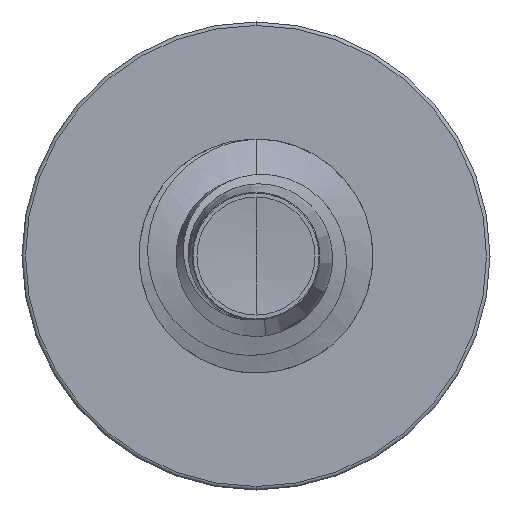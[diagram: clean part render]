
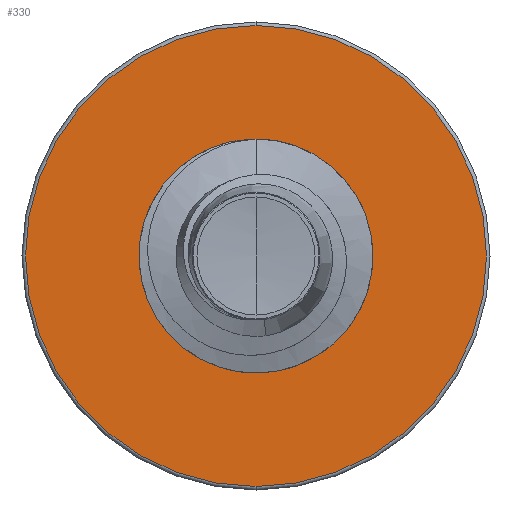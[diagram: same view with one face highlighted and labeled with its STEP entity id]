
A CAD part, front view. The second image highlights one B-rep face of the part: STEP entity #330.
In plain terms, the highlighted planar face has unit normal (0, -1, 0).
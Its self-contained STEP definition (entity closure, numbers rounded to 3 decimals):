
#8 = DIRECTION ( 'NONE',  ( 0., 0., 1. ) ) ;
#75 = DIRECTION ( 'NONE',  ( 0., 0., 1. ) ) ;
#254 = DIRECTION ( 'NONE',  ( 0., 0., 1. ) ) ;
#330 = ADVANCED_FACE ( 'NONE', ( #7828, #2447 ), #7171, .F. ) ;
#371 = EDGE_CURVE ( 'NONE', #1420, #7771, #3307, .T. ) ;
#376 = DIRECTION ( 'NONE',  ( 0., 1., 0. ) ) ;
#459 = AXIS2_PLACEMENT_3D ( 'NONE', #4477, #376, #5173 ) ;
#624 = DIRECTION ( 'NONE',  ( 0., 1., 0. ) ) ;
#783 = AXIS2_PLACEMENT_3D ( 'NONE', #4681, #624, #75 ) ;
#1420 = VERTEX_POINT ( 'NONE', #6667 ) ;
#1842 = DIRECTION ( 'NONE',  ( 0., 1., 0. ) ) ;
#1939 = ORIENTED_EDGE ( 'NONE', *, *, #371, .F. ) ;
#2447 = FACE_BOUND ( 'NONE', #8491, .T. ) ;
#2582 = DIRECTION ( 'NONE',  ( 0., 1., 0. ) ) ;
#2698 = AXIS2_PLACEMENT_3D ( 'NONE', #6721, #2582, #7424 ) ;
#2778 = CIRCLE ( 'NONE', #2698, 3.94 ) ;
#3268 = EDGE_CURVE ( 'NONE', #3851, #7687, #4290, .T. ) ;
#3307 = CIRCLE ( 'NONE', #8320, 3.94 ) ;
#3851 = VERTEX_POINT ( 'NONE', #6498 ) ;
#4105 = EDGE_LOOP ( 'NONE', ( #5376, #1939 ) ) ;
#4288 = ORIENTED_EDGE ( 'NONE', *, *, #3268, .T. ) ;
#4290 = CIRCLE ( 'NONE', #459, 1.789 ) ;
#4357 = DIRECTION ( 'NONE',  ( 0., 1., 0. ) ) ;
#4477 = CARTESIAN_POINT ( 'NONE',  ( 0., 4.5, 0. ) ) ;
#4681 = CARTESIAN_POINT ( 'NONE',  ( 0., 4.5, -1.789 ) ) ;
#4963 = CIRCLE ( 'NONE', #6111, 1.789 ) ;
#4999 = CARTESIAN_POINT ( 'NONE',  ( 0., 4.5, 1.789 ) ) ;
#5173 = DIRECTION ( 'NONE',  ( 0., 0., 1. ) ) ;
#5376 = ORIENTED_EDGE ( 'NONE', *, *, #6360, .F. ) ;
#5876 = EDGE_CURVE ( 'NONE', #7687, #3851, #4963, .T. ) ;
#6111 = AXIS2_PLACEMENT_3D ( 'NONE', #8486, #4357, #254 ) ;
#6360 = EDGE_CURVE ( 'NONE', #7771, #1420, #2778, .T. ) ;
#6397 = CARTESIAN_POINT ( 'NONE',  ( 0., 4.5, 3.94 ) ) ;
#6498 = CARTESIAN_POINT ( 'NONE',  ( 0., 4.5, -1.789 ) ) ;
#6667 = CARTESIAN_POINT ( 'NONE',  ( 0., 4.5, -3.94 ) ) ;
#6721 = CARTESIAN_POINT ( 'NONE',  ( 0., 4.5, 0. ) ) ;
#6783 = ORIENTED_EDGE ( 'NONE', *, *, #5876, .T. ) ;
#7171 = PLANE ( 'NONE',  #783 ) ;
#7183 = CARTESIAN_POINT ( 'NONE',  ( 0., 4.5, 0. ) ) ;
#7424 = DIRECTION ( 'NONE',  ( 0., 0., 1. ) ) ;
#7687 = VERTEX_POINT ( 'NONE', #4999 ) ;
#7771 = VERTEX_POINT ( 'NONE', #6397 ) ;
#7828 = FACE_OUTER_BOUND ( 'NONE', #4105, .T. ) ;
#8320 = AXIS2_PLACEMENT_3D ( 'NONE', #7183, #1842, #8 ) ;
#8486 = CARTESIAN_POINT ( 'NONE',  ( 0., 4.5, 0. ) ) ;
#8491 = EDGE_LOOP ( 'NONE', ( #6783, #4288 ) ) ;
